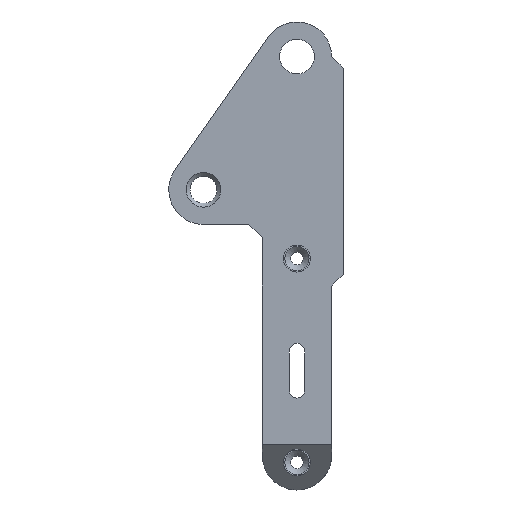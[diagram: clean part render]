
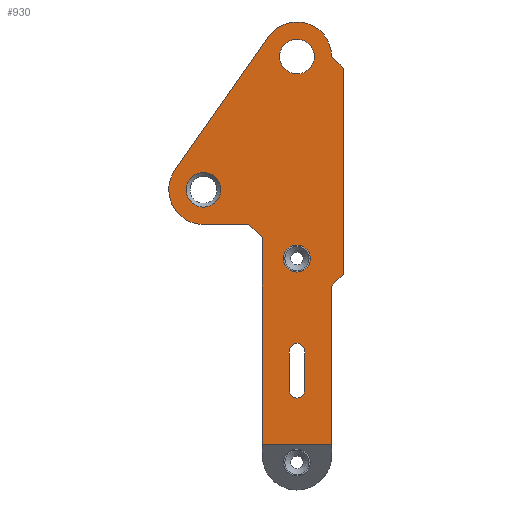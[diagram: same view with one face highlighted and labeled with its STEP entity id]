
A CAD part, left-side view. The second image highlights one B-rep face of the part: STEP entity #930.
In plain terms, the highlighted planar face has unit normal (-1, 0, 0).
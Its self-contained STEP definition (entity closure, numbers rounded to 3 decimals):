
#38=FACE_BOUND('',#150,.T.);
#39=FACE_BOUND('',#151,.T.);
#40=FACE_BOUND('',#152,.T.);
#41=FACE_BOUND('',#153,.T.);
#57=PLANE('',#1010);
#91=FACE_OUTER_BOUND('',#149,.T.);
#149=EDGE_LOOP('',(#697,#698,#699,#700,#701,#702,#703,#704,#705,#706,#707));
#150=EDGE_LOOP('',(#708));
#151=EDGE_LOOP('',(#709,#710,#711,#712));
#152=EDGE_LOOP('',(#713));
#153=EDGE_LOOP('',(#714));
#211=LINE('',#1410,#300);
#215=LINE('',#1422,#304);
#226=LINE('',#1445,#315);
#230=LINE('',#1453,#319);
#235=LINE('',#1463,#324);
#236=LINE('',#1464,#325);
#237=LINE('',#1468,#326);
#238=LINE('',#1472,#327);
#239=LINE('',#1473,#328);
#240=LINE('',#1480,#329);
#241=LINE('',#1483,#330);
#300=VECTOR('',#1126,10.);
#304=VECTOR('',#1138,10.);
#315=VECTOR('',#1151,10.);
#319=VECTOR('',#1157,10.);
#324=VECTOR('',#1164,10.);
#325=VECTOR('',#1165,10.);
#326=VECTOR('',#1168,10.);
#327=VECTOR('',#1171,10.);
#328=VECTOR('',#1172,10.);
#329=VECTOR('',#1177,10.);
#330=VECTOR('',#1180,10.);
#393=CIRCLE('',#1011,9.);
#394=CIRCLE('',#1012,9.);
#395=CIRCLE('',#1013,3.5);
#396=CIRCLE('',#1014,2.);
#397=CIRCLE('',#1015,2.);
#398=CIRCLE('',#1016,4.5);
#399=CIRCLE('',#1017,4.5);
#436=VERTEX_POINT('',#1407);
#437=VERTEX_POINT('',#1409);
#441=VERTEX_POINT('',#1421);
#451=VERTEX_POINT('',#1443);
#452=VERTEX_POINT('',#1444);
#455=VERTEX_POINT('',#1452);
#459=VERTEX_POINT('',#1462);
#460=VERTEX_POINT('',#1465);
#461=VERTEX_POINT('',#1467);
#462=VERTEX_POINT('',#1469);
#463=VERTEX_POINT('',#1471);
#464=VERTEX_POINT('',#1474);
#465=VERTEX_POINT('',#1476);
#466=VERTEX_POINT('',#1477);
#467=VERTEX_POINT('',#1479);
#468=VERTEX_POINT('',#1481);
#469=VERTEX_POINT('',#1484);
#470=VERTEX_POINT('',#1486);
#526=EDGE_CURVE('',#437,#436,#211,.T.);
#532=EDGE_CURVE('',#437,#441,#215,.T.);
#543=EDGE_CURVE('',#451,#452,#226,.T.);
#547=EDGE_CURVE('',#452,#455,#230,.T.);
#552=EDGE_CURVE('',#459,#436,#235,.T.);
#553=EDGE_CURVE('',#455,#459,#236,.T.);
#554=EDGE_CURVE('',#460,#451,#393,.T.);
#555=EDGE_CURVE('',#461,#460,#237,.T.);
#556=EDGE_CURVE('',#462,#461,#394,.T.);
#557=EDGE_CURVE('',#463,#462,#238,.T.);
#558=EDGE_CURVE('',#441,#463,#239,.T.);
#559=EDGE_CURVE('',#464,#464,#395,.T.);
#560=EDGE_CURVE('',#465,#466,#396,.T.);
#561=EDGE_CURVE('',#466,#467,#240,.T.);
#562=EDGE_CURVE('',#467,#468,#397,.T.);
#563=EDGE_CURVE('',#468,#465,#241,.T.);
#564=EDGE_CURVE('',#469,#469,#398,.T.);
#565=EDGE_CURVE('',#470,#470,#399,.T.);
#697=ORIENTED_EDGE('',*,*,#526,.T.);
#698=ORIENTED_EDGE('',*,*,#552,.F.);
#699=ORIENTED_EDGE('',*,*,#553,.F.);
#700=ORIENTED_EDGE('',*,*,#547,.F.);
#701=ORIENTED_EDGE('',*,*,#543,.F.);
#702=ORIENTED_EDGE('',*,*,#554,.F.);
#703=ORIENTED_EDGE('',*,*,#555,.F.);
#704=ORIENTED_EDGE('',*,*,#556,.F.);
#705=ORIENTED_EDGE('',*,*,#557,.F.);
#706=ORIENTED_EDGE('',*,*,#558,.F.);
#707=ORIENTED_EDGE('',*,*,#532,.F.);
#708=ORIENTED_EDGE('',*,*,#559,.T.);
#709=ORIENTED_EDGE('',*,*,#560,.T.);
#710=ORIENTED_EDGE('',*,*,#561,.T.);
#711=ORIENTED_EDGE('',*,*,#562,.T.);
#712=ORIENTED_EDGE('',*,*,#563,.T.);
#713=ORIENTED_EDGE('',*,*,#564,.T.);
#714=ORIENTED_EDGE('',*,*,#565,.T.);
#930=ADVANCED_FACE('',(#91,#38,#39,#40,#41),#57,.F.);
#1010=AXIS2_PLACEMENT_3D('',#1461,#1162,#1163);
#1011=AXIS2_PLACEMENT_3D('',#1466,#1166,#1167);
#1012=AXIS2_PLACEMENT_3D('',#1470,#1169,#1170);
#1013=AXIS2_PLACEMENT_3D('',#1475,#1173,#1174);
#1014=AXIS2_PLACEMENT_3D('',#1478,#1175,#1176);
#1015=AXIS2_PLACEMENT_3D('',#1482,#1178,#1179);
#1016=AXIS2_PLACEMENT_3D('',#1485,#1181,#1182);
#1017=AXIS2_PLACEMENT_3D('',#1487,#1183,#1184);
#1126=DIRECTION('',(0.,-1.,0.));
#1138=DIRECTION('',(0.,0.,1.));
#1151=DIRECTION('',(0.,-0.707,-0.707));
#1157=DIRECTION('',(0.,0.,-1.));
#1162=DIRECTION('center_axis',(1.,0.,0.));
#1163=DIRECTION('ref_axis',(0.,0.,-1.));
#1164=DIRECTION('',(0.,0.,-1.));
#1165=DIRECTION('',(0.,0.707,-0.707));
#1166=DIRECTION('center_axis',(1.,0.,0.));
#1167=DIRECTION('ref_axis',(0.,0.818,0.575));
#1168=DIRECTION('',(0.,-0.575,0.818));
#1169=DIRECTION('center_axis',(1.,0.,0.));
#1170=DIRECTION('ref_axis',(0.,0.,-1.));
#1171=DIRECTION('',(0.,1.,0.));
#1172=DIRECTION('',(0.,0.707,0.707));
#1173=DIRECTION('center_axis',(1.,0.,0.));
#1174=DIRECTION('ref_axis',(0.,0.,1.));
#1175=DIRECTION('center_axis',(1.,0.,0.));
#1176=DIRECTION('ref_axis',(0.,-1.,0.));
#1177=DIRECTION('',(0.,0.,1.));
#1178=DIRECTION('center_axis',(1.,0.,0.));
#1179=DIRECTION('ref_axis',(0.,1.,0.));
#1180=DIRECTION('',(0.,0.,-1.));
#1181=DIRECTION('center_axis',(1.,0.,0.));
#1182=DIRECTION('ref_axis',(0.,-1.,0.));
#1183=DIRECTION('center_axis',(1.,0.,0.));
#1184=DIRECTION('ref_axis',(0.,-1.,0.));
#1407=CARTESIAN_POINT('',(0.,-9.,-100.748));
#1409=CARTESIAN_POINT('',(0.,9.,-100.748));
#1410=CARTESIAN_POINT('',(0.,4.5,-100.748));
#1421=CARTESIAN_POINT('',(0.,9.,-47.1));
#1422=CARTESIAN_POINT('',(0.,9.,-103.6));
#1443=CARTESIAN_POINT('',(0.,-9.,0.));
#1444=CARTESIAN_POINT('',(0.,-12.,-3.));
#1445=CARTESIAN_POINT('',(0.,-34.175,-25.175));
#1452=CARTESIAN_POINT('',(0.,-12.,-56.623));
#1453=CARTESIAN_POINT('',(0.,-12.,0.));
#1461=CARTESIAN_POINT('Origin',(0.,0.,-106.699));
#1462=CARTESIAN_POINT('',(0.,-9.,-59.623));
#1463=CARTESIAN_POINT('',(0.,-9.,0.));
#1464=CARTESIAN_POINT('',(0.,4.269,-72.892));
#1465=CARTESIAN_POINT('',(0.,7.365,5.173));
#1466=CARTESIAN_POINT('Origin',(0.,0.,0.));
#1467=CARTESIAN_POINT('',(0.,31.665,-29.427));
#1468=CARTESIAN_POINT('',(0.,31.665,-29.427));
#1469=CARTESIAN_POINT('',(0.,24.3,-43.6));
#1470=CARTESIAN_POINT('Origin',(0.,24.3,-34.6));
#1471=CARTESIAN_POINT('',(0.,12.5,-43.6));
#1472=CARTESIAN_POINT('',(0.,9.,-43.6));
#1473=CARTESIAN_POINT('',(0.,-7.275,-63.375));
#1474=CARTESIAN_POINT('',(0.,0.,-55.984));
#1475=CARTESIAN_POINT('Origin',(0.,0.,-52.484));
#1476=CARTESIAN_POINT('',(0.,-2.,-86.716));
#1477=CARTESIAN_POINT('',(0.,2.,-86.716));
#1478=CARTESIAN_POINT('Origin',(0.,0.,-86.716));
#1479=CARTESIAN_POINT('',(0.,2.,-76.484));
#1480=CARTESIAN_POINT('',(0.,2.,-91.591));
#1481=CARTESIAN_POINT('',(0.,-2.,-76.484));
#1482=CARTESIAN_POINT('Origin',(0.,0.,-76.484));
#1483=CARTESIAN_POINT('',(0.,-2.,-96.708));
#1484=CARTESIAN_POINT('',(0.,28.8,-34.6));
#1485=CARTESIAN_POINT('Origin',(0.,24.3,-34.6));
#1486=CARTESIAN_POINT('',(0.,4.5,0.));
#1487=CARTESIAN_POINT('Origin',(0.,0.,0.));
